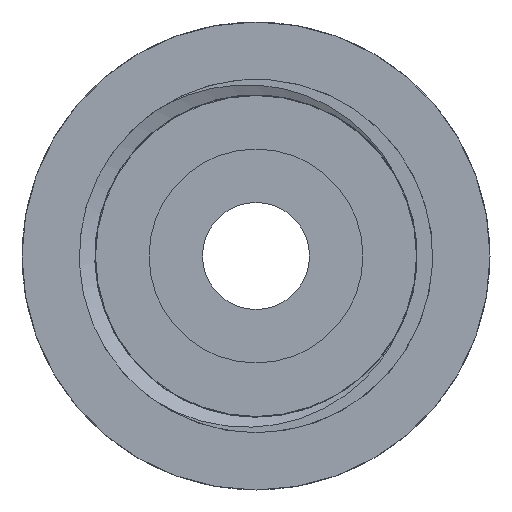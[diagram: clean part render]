
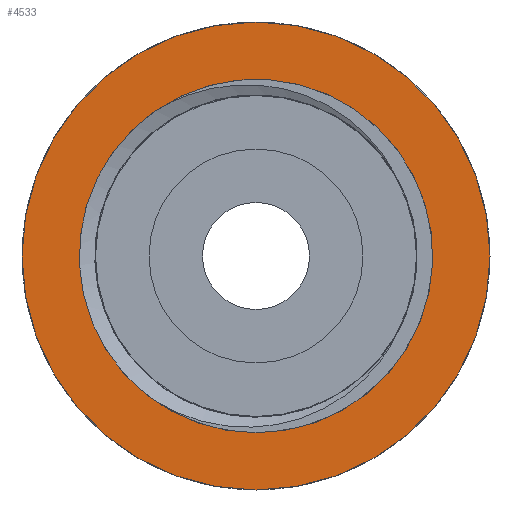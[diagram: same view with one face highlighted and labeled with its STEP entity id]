
A CAD part, front view. The second image highlights one B-rep face of the part: STEP entity #4533.
In plain terms, the highlighted planar face has unit normal (0, -1, 0).
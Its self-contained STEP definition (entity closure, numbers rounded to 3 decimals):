
#3815=PLANE('',#15184);
#4533=ADVANCED_FACE('',(#5459,#5460),#3815,.T.);
#5459=FACE_BOUND('',#5594,.T.);
#5460=FACE_BOUND('',#5595,.T.);
#5594=EDGE_LOOP('',(#7201));
#5595=EDGE_LOOP('',(#7202));
#7201=ORIENTED_EDGE('',*,*,#13243,.T.);
#7202=ORIENTED_EDGE('',*,*,#13238,.T.);
#11686=VERTEX_POINT('',#23278);
#11687=VERTEX_POINT('',#23792);
#13238=EDGE_CURVE('',#11686,#11686,#14915,.T.);
#13243=EDGE_CURVE('',#11687,#11687,#14916,.T.);
#14915=CIRCLE('',#15179,17.5);
#14916=CIRCLE('',#15182,13.221);
#15179=AXIS2_PLACEMENT_3D('',#23277,#16430,#16431);
#15182=AXIS2_PLACEMENT_3D('',#23791,#16436,#16437);
#15184=AXIS2_PLACEMENT_3D('',#24618,#16440,#16441);
#16430=DIRECTION('',(0.,-1.,0.));
#16431=DIRECTION('',(0.,0.,-1.));
#16436=DIRECTION('',(0.,1.,0.));
#16437=DIRECTION('',(0.,0.,-1.));
#16440=DIRECTION('',(0.,-1.,0.));
#16441=DIRECTION('',(0.,0.,-1.));
#23277=CARTESIAN_POINT('',(-189.803,-50.531,79.));
#23278=CARTESIAN_POINT('',(-189.803,-50.531,61.5));
#23791=CARTESIAN_POINT('',(-189.803,-50.531,79.));
#23792=CARTESIAN_POINT('',(-189.803,-50.531,65.78));
#24618=CARTESIAN_POINT('',(-189.803,-50.531,65.779));
